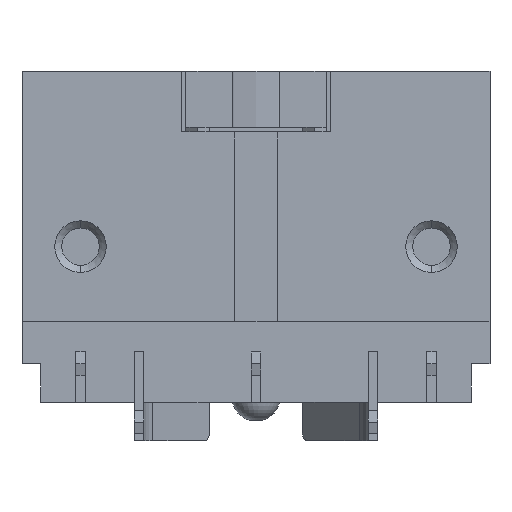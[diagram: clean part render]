
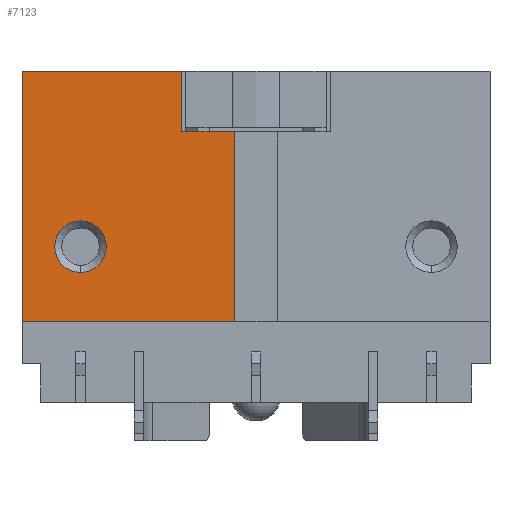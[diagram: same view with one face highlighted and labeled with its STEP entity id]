
A CAD part, front view. The second image highlights one B-rep face of the part: STEP entity #7123.
In plain terms, the highlighted planar face has unit normal (0, -1, 0).
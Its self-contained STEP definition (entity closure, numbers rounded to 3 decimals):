
#110 = DIRECTION ( 'NONE',  ( 1., 0., 0. ) ) ;
#182 = FACE_OUTER_BOUND ( 'NONE', #3021, .T. ) ;
#305 = VECTOR ( 'NONE', #4952, 1000. ) ;
#350 = VERTEX_POINT ( 'NONE', #8210 ) ;
#658 = EDGE_LOOP ( 'NONE', ( #3114, #1660 ) ) ;
#753 = VERTEX_POINT ( 'NONE', #1655 ) ;
#1040 = DIRECTION ( 'NONE',  ( 1., 0., 0. ) ) ;
#1118 = VECTOR ( 'NONE', #1769, 1000. ) ;
#1208 = ORIENTED_EDGE ( 'NONE', *, *, #6353, .T. ) ;
#1463 = CARTESIAN_POINT ( 'NONE',  ( -10., 0., 6.1 ) ) ;
#1530 = ORIENTED_EDGE ( 'NONE', *, *, #6138, .T. ) ;
#1561 = CARTESIAN_POINT ( 'NONE',  ( -7.5, 0., 0.4 ) ) ;
#1655 = CARTESIAN_POINT ( 'NONE',  ( -0.9, 0., -2.8 ) ) ;
#1660 = ORIENTED_EDGE ( 'NONE', *, *, #7542, .T. ) ;
#1769 = DIRECTION ( 'NONE',  ( 0., 0., 1. ) ) ;
#2122 = EDGE_CURVE ( 'NONE', #7195, #5521, #8134, .T. ) ;
#2220 = EDGE_CURVE ( 'NONE', #5444, #350, #2997, .T. ) ;
#2246 = CARTESIAN_POINT ( 'NONE',  ( 0., 0., 6.1 ) ) ;
#2750 = CARTESIAN_POINT ( 'NONE',  ( -7.5, 0., -0.7 ) ) ;
#2887 = PLANE ( 'NONE',  #3766 ) ;
#2997 = LINE ( 'NONE', #6146, #4481 ) ;
#3021 = EDGE_LOOP ( 'NONE', ( #1530, #6624, #5663, #3472, #5975, #1208 ) ) ;
#3114 = ORIENTED_EDGE ( 'NONE', *, *, #4325, .T. ) ;
#3220 = VERTEX_POINT ( 'NONE', #2750 ) ;
#3246 = DIRECTION ( 'NONE',  ( 1., 0., 0. ) ) ;
#3286 = EDGE_CURVE ( 'NONE', #3763, #5444, #4568, .T. ) ;
#3444 = DIRECTION ( 'NONE',  ( 0., 0., 1. ) ) ;
#3470 = CARTESIAN_POINT ( 'NONE',  ( 0., 0., 5.3 ) ) ;
#3472 = ORIENTED_EDGE ( 'NONE', *, *, #2220, .F. ) ;
#3504 = DIRECTION ( 'NONE',  ( 1., 0., 0. ) ) ;
#3559 = CARTESIAN_POINT ( 'NONE',  ( -3.2, 0., 5.3 ) ) ;
#3763 = VERTEX_POINT ( 'NONE', #5018 ) ;
#3766 = AXIS2_PLACEMENT_3D ( 'NONE', #2246, #4784, #3504 ) ;
#3885 = CIRCLE ( 'NONE', #6622, 1.1 ) ;
#4325 = EDGE_CURVE ( 'NONE', #3220, #7509, #5035, .T. ) ;
#4481 = VECTOR ( 'NONE', #1040, 1000. ) ;
#4568 = LINE ( 'NONE', #1463, #5739 ) ;
#4784 = DIRECTION ( 'NONE',  ( 0., -1., 0. ) ) ;
#4952 = DIRECTION ( 'NONE',  ( 0., 0., -1. ) ) ;
#4991 = CARTESIAN_POINT ( 'NONE',  ( -0.9, 0., -7.038 ) ) ;
#4998 = LINE ( 'NONE', #5882, #7634 ) ;
#5018 = CARTESIAN_POINT ( 'NONE',  ( -10., 0., -2.8 ) ) ;
#5035 = CIRCLE ( 'NONE', #7432, 1.1 ) ;
#5200 = LINE ( 'NONE', #4991, #1118 ) ;
#5218 = LINE ( 'NONE', #7383, #305 ) ;
#5340 = DIRECTION ( 'NONE',  ( 1., 0., 0. ) ) ;
#5444 = VERTEX_POINT ( 'NONE', #6020 ) ;
#5521 = VERTEX_POINT ( 'NONE', #6071 ) ;
#5605 = EDGE_CURVE ( 'NONE', #350, #7195, #5218, .T. ) ;
#5663 = ORIENTED_EDGE ( 'NONE', *, *, #5605, .F. ) ;
#5677 = FACE_BOUND ( 'NONE', #658, .T. ) ;
#5739 = VECTOR ( 'NONE', #3444, 1000. ) ;
#5882 = CARTESIAN_POINT ( 'NONE',  ( -10., 0., -2.8 ) ) ;
#5975 = ORIENTED_EDGE ( 'NONE', *, *, #3286, .F. ) ;
#5995 = DIRECTION ( 'NONE',  ( 0., 1., 0. ) ) ;
#6020 = CARTESIAN_POINT ( 'NONE',  ( -10., 0., 7.9 ) ) ;
#6071 = CARTESIAN_POINT ( 'NONE',  ( -0.9, 0., 5.3 ) ) ;
#6138 = EDGE_CURVE ( 'NONE', #753, #5521, #5200, .T. ) ;
#6146 = CARTESIAN_POINT ( 'NONE',  ( 0., 0., 7.9 ) ) ;
#6352 = VECTOR ( 'NONE', #7837, 1000. ) ;
#6353 = EDGE_CURVE ( 'NONE', #3763, #753, #4998, .T. ) ;
#6462 = CARTESIAN_POINT ( 'NONE',  ( -7.5, 0., 1.5 ) ) ;
#6622 = AXIS2_PLACEMENT_3D ( 'NONE', #1561, #5995, #5340 ) ;
#6624 = ORIENTED_EDGE ( 'NONE', *, *, #2122, .F. ) ;
#7027 = CARTESIAN_POINT ( 'NONE',  ( -7.5, 0., 0.4 ) ) ;
#7123 = ADVANCED_FACE ( 'NONE', ( #182, #5677 ), #2887, .T. ) ;
#7195 = VERTEX_POINT ( 'NONE', #3559 ) ;
#7383 = CARTESIAN_POINT ( 'NONE',  ( -3.2, 0., 7.9 ) ) ;
#7432 = AXIS2_PLACEMENT_3D ( 'NONE', #7027, #7654, #3246 ) ;
#7509 = VERTEX_POINT ( 'NONE', #6462 ) ;
#7542 = EDGE_CURVE ( 'NONE', #7509, #3220, #3885, .T. ) ;
#7634 = VECTOR ( 'NONE', #110, 1000. ) ;
#7654 = DIRECTION ( 'NONE',  ( 0., 1., 0. ) ) ;
#7837 = DIRECTION ( 'NONE',  ( 1., 0., 0. ) ) ;
#8134 = LINE ( 'NONE', #3470, #6352 ) ;
#8210 = CARTESIAN_POINT ( 'NONE',  ( -3.2, 0., 7.9 ) ) ;
